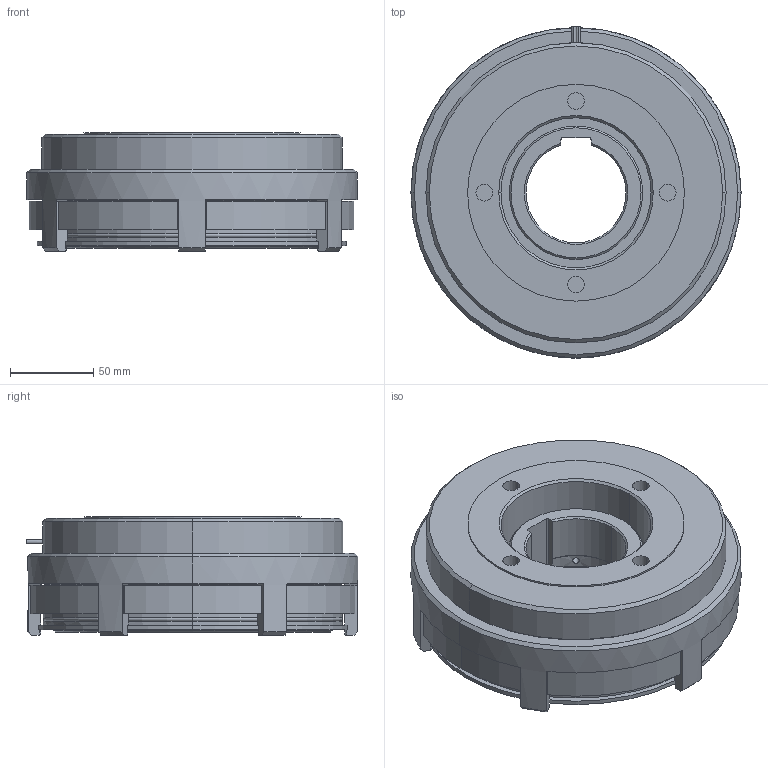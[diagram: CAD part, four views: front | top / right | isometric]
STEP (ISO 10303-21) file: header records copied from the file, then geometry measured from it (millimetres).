
FILE_DESCRIPTION (( 'STEP AP203' ), '1' );
FILE_NAME ('MWB 40_23125200.STEP', '2016-06-28T02:48:19', ( ' ' ), ( '' ), 'SwSTEP 2.0', 'SolidWorks 2009', '' );
FILE_SCHEMA (( 'CONFIG_CONTROL_DESIGN' ));
Length unit declared in the file: millimetre
Products named in the file (1): MWB 40_23125200
Bounding box: 198 x 199 x 71 mm (x, y, z)
Volume: 1564659.4 mm3; surface area: 160615.5 mm2
Topology: 1 solids, 2 shells, 263 faces, 726 edges, 452 vertices
Faces by surface type: cylinder 114, plane 99, cone 42, torus 8
Entity records: 9139 total; most frequent: CARTESIAN_POINT 2250, ORIENTED_EDGE 1452, DIRECTION 1426, EDGE_CURVE 726, AXIS2_PLACEMENT_3D 508, VERTEX_POINT 452, LINE 410, VECTOR 410
